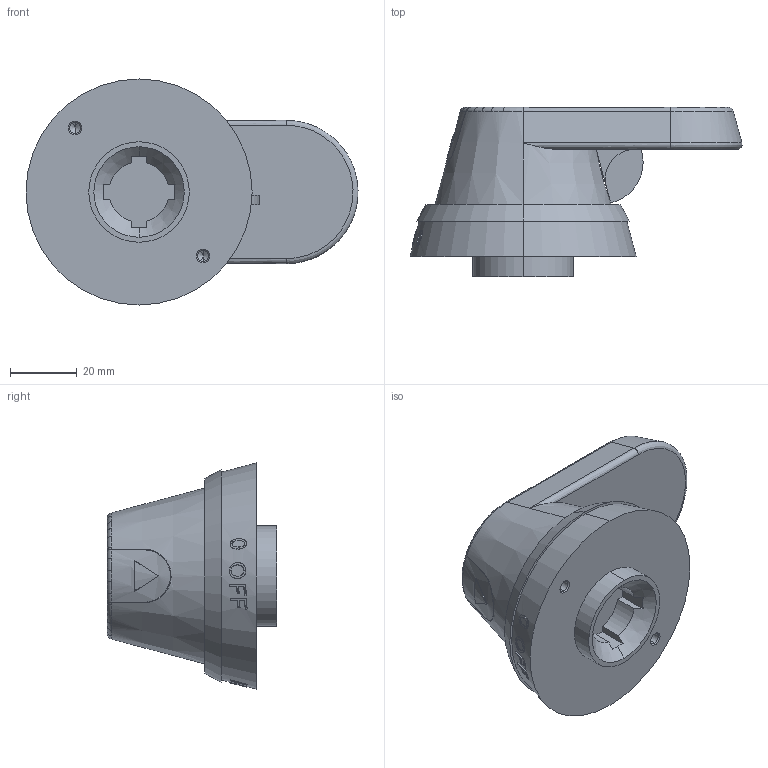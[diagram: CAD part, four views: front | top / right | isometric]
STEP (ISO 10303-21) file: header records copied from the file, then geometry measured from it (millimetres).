
FILE_DESCRIPTION (( 'STEP AP203' ), '1' );
FILE_NAME ('Ðóêîÿòêà äëÿ óïðàâëåíèÿ ÷åðåç äâåðü ðóáèëüíèêàìè TwinBlock 160-250A (tb-160-250-dh).STEP', '2018-09-04T05:50:16', ( '' ), ( '' ), 'SwSTEP 2.0', 'SolidWorks 2017', '' );
FILE_SCHEMA (( 'CONFIG_CONTROL_DESIGN' ));
Length unit declared in the file: millimetre
Products named in the file (1): Ðóêîÿòêà äëÿ óïðàâëåíèÿ ÷åðåç äâåðü ðóáèëüíèêàìè TwinBlock 160-250A (tb-160-250-dh)
Bounding box: 99.11 x 50.5 x 67.5 mm (x, y, z)
Volume: 117535.2 mm3; surface area: 19983.9 mm2
Topology: 3 solids, 3 shells, 176 faces, 457 edges, 298 vertices
Faces by surface type: bspline 71, plane 39, cone 30, cylinder 19, torus 17
Entity records: 13403 total; most frequent: CARTESIAN_POINT 9637, ORIENTED_EDGE 906, DIRECTION 526, EDGE_CURVE 453, VERTEX_POINT 298, B_SPLINE_CURVE_WITH_KNOTS 242, AXIS2_PLACEMENT_3D 209, EDGE_LOOP 191
